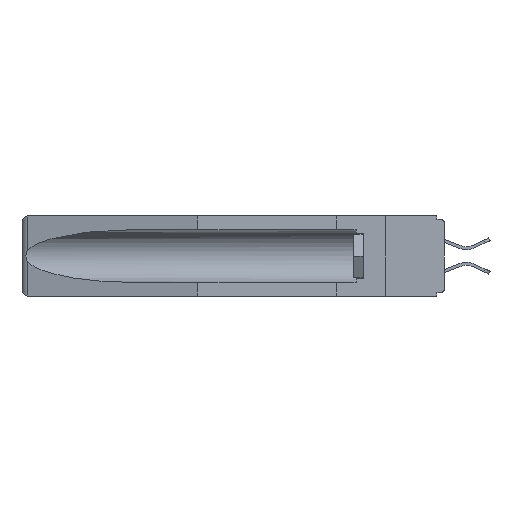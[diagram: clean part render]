
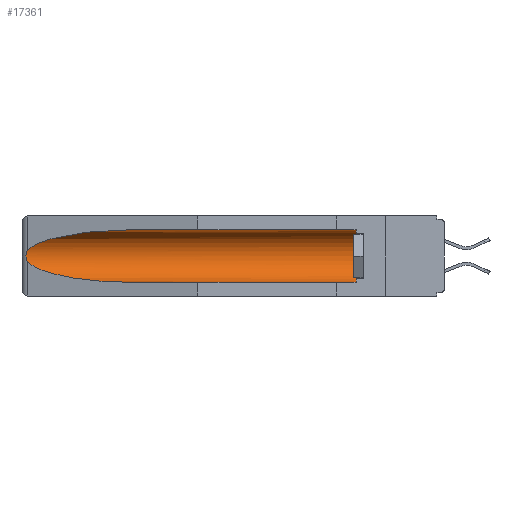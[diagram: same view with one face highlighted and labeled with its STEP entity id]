
A CAD part, left-side view. The second image highlights one B-rep face of the part: STEP entity #17361.
In plain terms, the highlighted cylindrical face has radius 2.857 mm (diameter 5.715 mm), a partial arc.
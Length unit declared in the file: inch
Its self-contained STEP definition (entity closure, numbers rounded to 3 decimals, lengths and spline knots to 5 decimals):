
#19 = EDGE_CURVE ( 'NONE', #13066, #28124, #8890, .T. ) ;
#132 = VECTOR ( 'NONE', #6335, 39.37008 ) ;
#434 = CARTESIAN_POINT ( 'NONE',  ( 0.26655, 1.53094, -0.18657 ) ) ;
#684 = CARTESIAN_POINT ( 'NONE',  ( 0.26537, 1.52718, -0.19328 ) ) ;
#1752 = CARTESIAN_POINT ( 'NONE',  ( 0.26537, 1.52718, -0.19328 ) ) ;
#2078 = EDGE_CURVE ( 'NONE', #13066, #15184, #11531, .T. ) ;
#2121 = CARTESIAN_POINT ( 'NONE',  ( 0.26654, 1.53092, -0.15636 ) ) ;
#2829 = VERTEX_POINT ( 'NONE', #684 ) ;
#4223 = CARTESIAN_POINT ( 'NONE',  ( 0.25451, 1.48313, -0.24835 ) ) ;
#5481 = DIRECTION ( 'NONE',  ( 0., 1., 0. ) ) ;
#5600 = DIRECTION ( 'NONE',  ( 0., 0., 1. ) ) ;
#5897 = CARTESIAN_POINT ( 'NONE',  ( 0.155, 0.126, -0.1715 ) ) ;
#6335 = DIRECTION ( 'NONE',  ( 0., 1., 0. ) ) ;
#6637 = CARTESIAN_POINT ( 'NONE',  ( 0.155, 1.07973, -0.059 ) ) ;
#6642 = CARTESIAN_POINT ( 'NONE',  ( 0.26537, 1.52718, -0.14972 ) ) ;
#8890 = LINE ( 'NONE', #28286, #132 ) ;
#9000 = AXIS2_PLACEMENT_3D ( 'NONE', #26425, #24074, #13060 ) ;
#9433 =( BOUNDED_CURVE ( )  B_SPLINE_CURVE ( 3, ( #1752, #4223, #11040, #10748 ),
 .UNSPECIFIED., .F., .F. ) 
 B_SPLINE_CURVE_WITH_KNOTS ( ( 4, 4 ),
 ( 0.1948, 1.5708 ),
 .UNSPECIFIED. ) 
 CURVE ( )  GEOMETRIC_REPRESENTATION_ITEM ( )  RATIONAL_B_SPLINE_CURVE ( ( 1., 0.848, 0.848, 1. ) ) 
 REPRESENTATION_ITEM ( '' )  );
#9826 = CARTESIAN_POINT ( 'NONE',  ( 0.155, 1.07973, -0.059 ) ) ;
#9831 = EDGE_CURVE ( 'NONE', #2829, #28124, #9433, .T. ) ;
#10748 = CARTESIAN_POINT ( 'NONE',  ( 0.155, 1.07973, -0.284 ) ) ;
#11040 = CARTESIAN_POINT ( 'NONE',  ( 0.21114, 1.30732, -0.284 ) ) ;
#11488 = CARTESIAN_POINT ( 'NONE',  ( 0.26537, 1.52718, -0.19328 ) ) ;
#11531 = CIRCLE ( 'NONE', #13304, 0.1125 ) ;
#12150 = CARTESIAN_POINT ( 'NONE',  ( 0.155, 1.07973, -0.284 ) ) ;
#13060 = DIRECTION ( 'NONE',  ( 0., 0., 1. ) ) ;
#13066 = VERTEX_POINT ( 'NONE', #25256 ) ;
#13304 = AXIS2_PLACEMENT_3D ( 'NONE', #5897, #25463, #5600 ) ;
#13834 = CARTESIAN_POINT ( 'NONE',  ( 0.2675, 1.53308, -0.17534 ) ) ;
#14209 = CARTESIAN_POINT ( 'NONE',  ( 0.25451, 1.48313, -0.09465 ) ) ;
#14306 = CARTESIAN_POINT ( 'NONE',  ( 0.26537, 1.52718, -0.14972 ) ) ;
#14934 = EDGE_CURVE ( 'NONE', #15184, #21122, #23247, .T. ) ;
#15184 = VERTEX_POINT ( 'NONE', #19341 ) ;
#15498 = CARTESIAN_POINT ( 'NONE',  ( 0.26597, 1.52961, -0.15275 ) ) ;
#16612 = CARTESIAN_POINT ( 'NONE',  ( 0.155, -0.30754, -0.059 ) ) ;
#16931 = ORIENTED_EDGE ( 'NONE', *, *, #9831, .T. ) ;
#17361 = ADVANCED_FACE ( 'NONE', ( #23145 ), #24202, .F. ) ;
#17733 = CARTESIAN_POINT ( 'NONE',  ( 0.2673, 1.5327, -0.16383 ) ) ;
#17827 = CARTESIAN_POINT ( 'NONE',  ( 0.2673, 1.53269, -0.17917 ) ) ;
#17890 = EDGE_CURVE ( 'NONE', #25021, #2829, #28034, .T. ) ;
#18024 = EDGE_CURVE ( 'NONE', #21122, #25021, #21528, .T. ) ;
#18825 = ORIENTED_EDGE ( 'NONE', *, *, #18024, .T. ) ;
#19341 = CARTESIAN_POINT ( 'NONE',  ( 0.155, 0.126, -0.059 ) ) ;
#20025 = CARTESIAN_POINT ( 'NONE',  ( 0.2675, 1.53308, -0.16763 ) ) ;
#21122 = VERTEX_POINT ( 'NONE', #6637 ) ;
#21528 =( BOUNDED_CURVE ( )  B_SPLINE_CURVE ( 3, ( #9826, #27358, #14209, #14306 ),
 .UNSPECIFIED., .F., .T. ) 
 B_SPLINE_CURVE_WITH_KNOTS ( ( 4, 4 ),
 ( 4.71239, 6.08839 ),
 .UNSPECIFIED. ) 
 CURVE ( )  GEOMETRIC_REPRESENTATION_ITEM ( )  RATIONAL_B_SPLINE_CURVE ( ( 1., 0.848, 0.848, 1. ) ) 
 REPRESENTATION_ITEM ( '' )  );
#21849 = VECTOR ( 'NONE', #5481, 39.37008 ) ;
#22597 = ORIENTED_EDGE ( 'NONE', *, *, #17890, .T. ) ;
#23145 = FACE_OUTER_BOUND ( 'NONE', #26565, .T. ) ;
#23247 = LINE ( 'NONE', #16612, #21849 ) ;
#24074 = DIRECTION ( 'NONE',  ( 0., 1., 0. ) ) ;
#24202 = CYLINDRICAL_SURFACE ( 'NONE', #9000, 0.1125 ) ;
#24804 = ORIENTED_EDGE ( 'NONE', *, *, #14934, .T. ) ;
#25021 = VERTEX_POINT ( 'NONE', #6642 ) ;
#25256 = CARTESIAN_POINT ( 'NONE',  ( 0.155, 0.126, -0.284 ) ) ;
#25463 = DIRECTION ( 'NONE',  ( 0., -1., 0. ) ) ;
#26425 = CARTESIAN_POINT ( 'NONE',  ( 0.155, -0.30754, -0.1715 ) ) ;
#26565 = EDGE_LOOP ( 'NONE', ( #18825, #22597, #16931, #28911, #28219, #24804 ) ) ;
#26603 = CARTESIAN_POINT ( 'NONE',  ( 0.26537, 1.52718, -0.14972 ) ) ;
#26896 = CARTESIAN_POINT ( 'NONE',  ( 0.26597, 1.5296, -0.19026 ) ) ;
#27358 = CARTESIAN_POINT ( 'NONE',  ( 0.21114, 1.30732, -0.059 ) ) ;
#28034 = B_SPLINE_CURVE_WITH_KNOTS ( 'NONE', 3,
 ( #26603, #15498, #2121, #17733, #20025, #13834, #17827, #434, #26896, #11488 ),
 .UNSPECIFIED., .F., .F.,
 ( 4, 2, 2, 2, 4 ),
 ( 0., 0.00029, 0.00058, 0.00087, 0.00117 ),
 .UNSPECIFIED. ) ;
#28124 = VERTEX_POINT ( 'NONE', #12150 ) ;
#28219 = ORIENTED_EDGE ( 'NONE', *, *, #2078, .T. ) ;
#28286 = CARTESIAN_POINT ( 'NONE',  ( 0.155, -0.30754, -0.284 ) ) ;
#28911 = ORIENTED_EDGE ( 'NONE', *, *, #19, .F. ) ;
